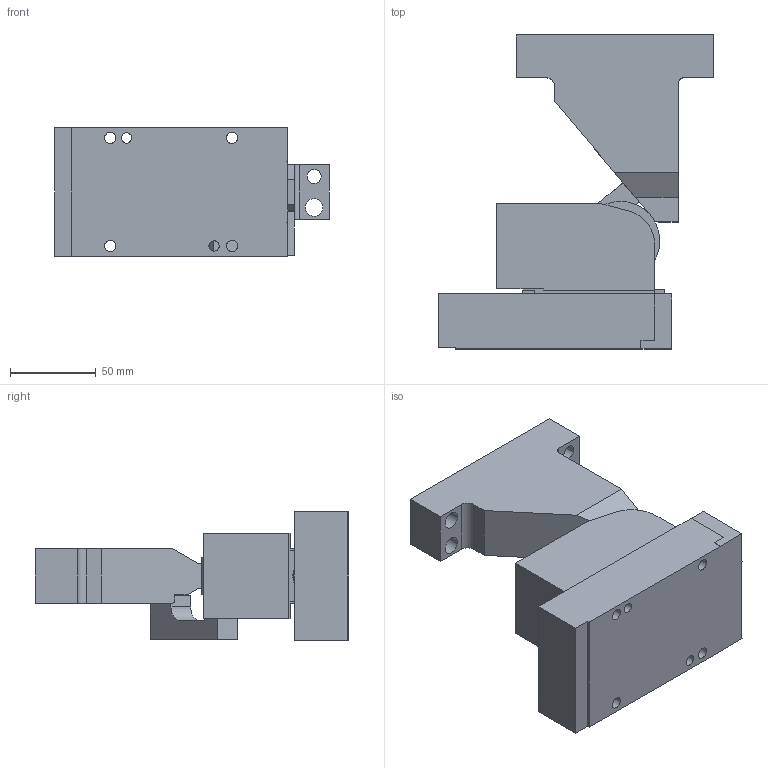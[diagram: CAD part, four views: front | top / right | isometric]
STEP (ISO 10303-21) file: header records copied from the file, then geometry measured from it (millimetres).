
FILE_DESCRIPTION(('CATIA V5 STEP Exchange'),'2;1');
FILE_NAME('CRCS_02000_35_ACCESSORIES.stp','2016-07-15T09:46:31+00:00',('none'),('none'),'CATIA Version 5 Release 20 GA (IN-10)','CATIA V5 STEP AP203','none');
FILE_SCHEMA(('CONFIG_CONTROL_DESIGN'));
Length unit declared in the file: millimetre
Products named in the file (1): CRCS_02000_35_ACCESSORIES
Assembly tree (3 placements, depth 2):
  CRCS_02000_35_ACCESSORIES
    #58
    #1151
    #1661
Bounding box: 160.29 x 183 x 75.01 mm (x, y, z)
Volume: 706126.4 mm3; surface area: 131562.3 mm2
Topology: 5 solids, 28 shells, 343 faces, 819 edges, 511 vertices
Faces by surface type: plane 179, cylinder 121, cone 34, torus 9
Entity records: 10002 total; most frequent: CARTESIAN_POINT 2642, ORIENTED_EDGE 1570, DIRECTION 1234, EDGE_CURVE 785, VERTEX_POINT 511, VECTOR 504, LINE 504, AXIS2_PLACEMENT_3D 450
